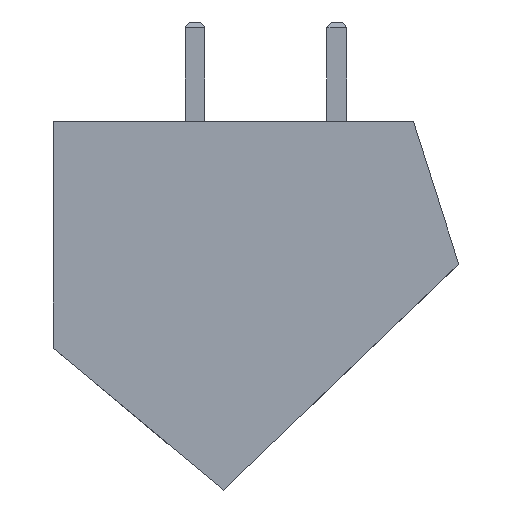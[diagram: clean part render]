
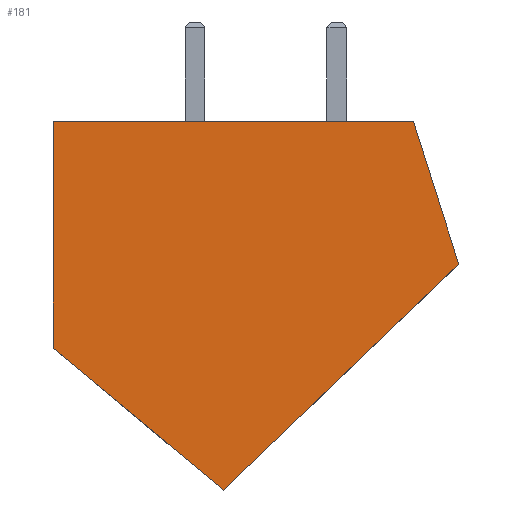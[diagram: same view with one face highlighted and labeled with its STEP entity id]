
A CAD part, left-side view. The second image highlights one B-rep face of the part: STEP entity #181.
In plain terms, the highlighted planar face has unit normal (-1, 0, 0).
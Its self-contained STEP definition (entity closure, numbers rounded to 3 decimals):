
#42 = CARTESIAN_POINT ( 'NONE',  ( -2.5, 13., 0.35 ) ) ;
#113 = EDGE_CURVE ( 'NONE', #1722, #1353, #317, .T. ) ;
#126 = ORIENTED_EDGE ( 'NONE', *, *, #1119, .F. ) ;
#146 = CARTESIAN_POINT ( 'NONE',  ( -2.5, 0., 6.35 ) ) ;
#181 = ADVANCED_FACE ( 'NONE', ( #439 ), #579, .T. ) ;
#237 = EDGE_CURVE ( 'NONE', #463, #1086, #1120, .T. ) ;
#240 = CARTESIAN_POINT ( 'NONE',  ( -2.5, 0., 6.35 ) ) ;
#257 = ORIENTED_EDGE ( 'NONE', *, *, #1628, .F. ) ;
#286 = VECTOR ( 'NONE', #755, 1000. ) ;
#292 = ORIENTED_EDGE ( 'NONE', *, *, #698, .F. ) ;
#317 = LINE ( 'NONE', #718, #1300 ) ;
#383 = DIRECTION ( 'NONE',  ( 0., -1., 0. ) ) ;
#439 = FACE_OUTER_BOUND ( 'NONE', #702, .T. ) ;
#463 = VERTEX_POINT ( 'NONE', #1320 ) ;
#466 = DIRECTION ( 'NONE',  ( 0., 0.953, -0.303 ) ) ;
#482 = VECTOR ( 'NONE', #1721, 1000. ) ;
#498 = CARTESIAN_POINT ( 'NONE',  ( -2.5, 8., 6.35 ) ) ;
#579 = PLANE ( 'NONE',  #1249 ) ;
#595 = DIRECTION ( 'NONE',  ( 0., 0., 1. ) ) ;
#670 = CARTESIAN_POINT ( 'NONE',  ( -2.5, 5.04, -7.95 ) ) ;
#698 = EDGE_CURVE ( 'NONE', #1656, #1722, #1235, .T. ) ;
#702 = EDGE_LOOP ( 'NONE', ( #257, #1500, #126, #1036, #292 ) ) ;
#718 = CARTESIAN_POINT ( 'NONE',  ( -2.5, 5.04, -7.95 ) ) ;
#755 = DIRECTION ( 'NONE',  ( 0., 0.692, 0.722 ) ) ;
#917 = CARTESIAN_POINT ( 'NONE',  ( -2.5, 0., -6.35 ) ) ;
#946 = VECTOR ( 'NONE', #383, 1000. ) ;
#947 = LINE ( 'NONE', #240, #946 ) ;
#1036 = ORIENTED_EDGE ( 'NONE', *, *, #113, .F. ) ;
#1086 = VERTEX_POINT ( 'NONE', #498 ) ;
#1119 = EDGE_CURVE ( 'NONE', #1353, #463, #1282, .T. ) ;
#1120 = LINE ( 'NONE', #1633, #1222 ) ;
#1125 = CARTESIAN_POINT ( 'NONE',  ( -2.5, 0., 0. ) ) ;
#1222 = VECTOR ( 'NONE', #1681, 1000. ) ;
#1235 = LINE ( 'NONE', #146, #482 ) ;
#1249 = AXIS2_PLACEMENT_3D ( 'NONE', #1125, #1415, #595 ) ;
#1282 = LINE ( 'NONE', #42, #286 ) ;
#1300 = VECTOR ( 'NONE', #466, 1000. ) ;
#1320 = CARTESIAN_POINT ( 'NONE',  ( -2.5, 13., 0.35 ) ) ;
#1353 = VERTEX_POINT ( 'NONE', #670 ) ;
#1415 = DIRECTION ( 'NONE',  ( -1., 0., 0. ) ) ;
#1500 = ORIENTED_EDGE ( 'NONE', *, *, #237, .F. ) ;
#1602 = CARTESIAN_POINT ( 'NONE',  ( -2.5, 0., 6.35 ) ) ;
#1628 = EDGE_CURVE ( 'NONE', #1086, #1656, #947, .T. ) ;
#1633 = CARTESIAN_POINT ( 'NONE',  ( -2.5, 8., 6.35 ) ) ;
#1656 = VERTEX_POINT ( 'NONE', #1602 ) ;
#1681 = DIRECTION ( 'NONE',  ( 0., -0.64, 0.768 ) ) ;
#1721 = DIRECTION ( 'NONE',  ( 0., 0., -1. ) ) ;
#1722 = VERTEX_POINT ( 'NONE', #917 ) ;
